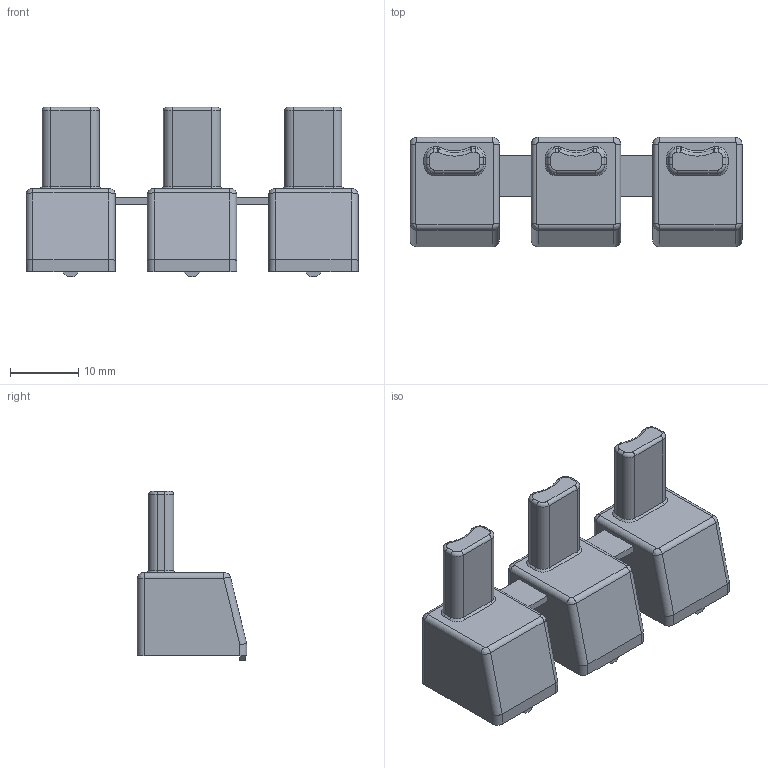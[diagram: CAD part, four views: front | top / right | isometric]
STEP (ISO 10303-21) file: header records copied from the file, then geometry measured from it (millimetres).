
FILE_DESCRIPTION (( 'STEP AP214' ), '1' );
FILE_NAME ('CBA-25UL悵誘杶.STEP', '2023-06-09T06:34:57', ( 'Windows User' ), ( 'P R C' ), 'SwSTEP 2.0', 'SolidWorks 2021', '' );
FILE_SCHEMA (( 'AUTOMOTIVE_DESIGN' ));
Length unit declared in the file: millimetre
Products named in the file (1): CBA-25UL悵誘杶
Bounding box: 48.7 x 16.05 x 24.85 mm (x, y, z)
Volume: 2890.5 mm3; surface area: 6103.3 mm2
Topology: 3 solids, 3 shells, 277 faces, 648 edges, 382 vertices
Faces by surface type: plane 112, cylinder 96, torus 30, cone 21, bspline 12, sphere 6
Entity records: 8131 total; most frequent: CARTESIAN_POINT 1788, DIRECTION 1351, ORIENTED_EDGE 1284, EDGE_CURVE 642, AXIS2_PLACEMENT_3D 485, VERTEX_POINT 382, VECTOR 381, LINE 381
